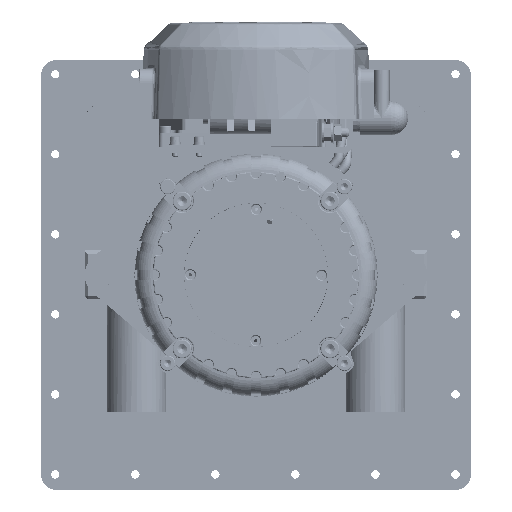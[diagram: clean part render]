
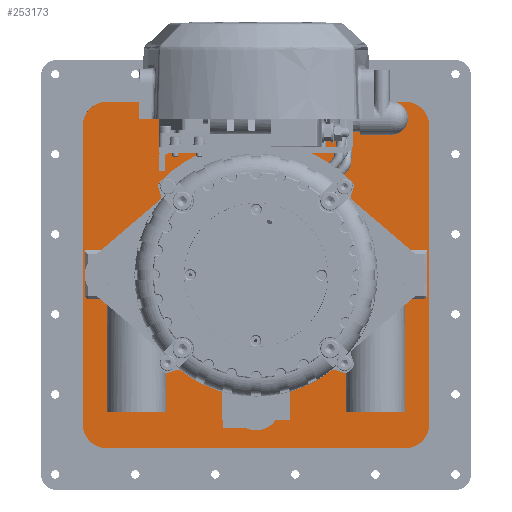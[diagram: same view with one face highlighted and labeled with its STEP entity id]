
A CAD part, left-side view. The second image highlights one B-rep face of the part: STEP entity #253173.
In plain terms, the highlighted planar face has unit normal (-1, 0, 0).
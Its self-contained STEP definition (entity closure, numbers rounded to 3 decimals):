
#252973=AXIS2_PLACEMENT_3D('Plane Axis2P3D',#252970,#252971,#252972) ;
#252986=AXIS2_PLACEMENT_3D('Circle Axis2P3D',#252984,#252985,$) ;
#253000=AXIS2_PLACEMENT_3D('Circle Axis2P3D',#252998,#252999,$) ;
#253014=AXIS2_PLACEMENT_3D('Circle Axis2P3D',#253012,#253013,$) ;
#253028=AXIS2_PLACEMENT_3D('Circle Axis2P3D',#253026,#253027,$) ;
#253043=AXIS2_PLACEMENT_3D('Circle Axis2P3D',#253041,#253042,$) ;
#253052=AXIS2_PLACEMENT_3D('Circle Axis2P3D',#253050,#253051,$) ;
#253061=AXIS2_PLACEMENT_3D('Circle Axis2P3D',#253059,#253060,$) ;
#253070=AXIS2_PLACEMENT_3D('Circle Axis2P3D',#253068,#253069,$) ;
#253105=AXIS2_PLACEMENT_3D('Circle Axis2P3D',#253103,#253104,$) ;
#253112=AXIS2_PLACEMENT_3D('Circle Axis2P3D',#253110,#253111,$) ;
#253119=AXIS2_PLACEMENT_3D('Circle Axis2P3D',#253117,#253118,$) ;
#253154=AXIS2_PLACEMENT_3D('Circle Axis2P3D',#253152,#253153,$) ;
#252970=CARTESIAN_POINT('Axis2P3D Location',(160.,0.,0.)) ;
#252975=CARTESIAN_POINT('Line Origine',(160.,145.,0.)) ;
#252979=CARTESIAN_POINT('Vertex',(160.,145.,125.)) ;
#252981=CARTESIAN_POINT('Vertex',(160.,145.,-125.)) ;
#252984=CARTESIAN_POINT('Axis2P3D Location',(160.,125.,-125.)) ;
#252988=CARTESIAN_POINT('Vertex',(160.,125.,-145.)) ;
#252991=CARTESIAN_POINT('Line Origine',(160.,0.,-145.)) ;
#252995=CARTESIAN_POINT('Vertex',(160.,-125.,-145.)) ;
#252998=CARTESIAN_POINT('Axis2P3D Location',(160.,-125.,-125.)) ;
#253002=CARTESIAN_POINT('Vertex',(160.,-145.,-125.)) ;
#253005=CARTESIAN_POINT('Line Origine',(160.,-145.,0.)) ;
#253009=CARTESIAN_POINT('Vertex',(160.,-145.,125.)) ;
#253012=CARTESIAN_POINT('Axis2P3D Location',(160.,-125.,125.)) ;
#253016=CARTESIAN_POINT('Vertex',(160.,-125.,145.)) ;
#253019=CARTESIAN_POINT('Line Origine',(160.,0.,145.)) ;
#253023=CARTESIAN_POINT('Vertex',(160.,125.,145.)) ;
#253026=CARTESIAN_POINT('Axis2P3D Location',(160.,125.,125.)) ;
#253041=CARTESIAN_POINT('Axis2P3D Location',(160.,0.,-110.)) ;
#253045=CARTESIAN_POINT('Vertex',(160.,-20.,-110.)) ;
#253047=CARTESIAN_POINT('Vertex',(160.,20.,-110.)) ;
#253050=CARTESIAN_POINT('Axis2P3D Location',(160.,0.,-110.)) ;
#253059=CARTESIAN_POINT('Axis2P3D Location',(160.,0.,0.)) ;
#253063=CARTESIAN_POINT('Vertex',(160.,-65.756,36.071)) ;
#253065=CARTESIAN_POINT('Vertex',(160.,65.756,36.071)) ;
#253068=CARTESIAN_POINT('Axis2P3D Location',(160.,-92.058,50.5)) ;
#253072=CARTESIAN_POINT('Vertex',(160.,-92.058,20.5)) ;
#253075=CARTESIAN_POINT('Line Origine',(160.,-117.529,20.5)) ;
#253079=CARTESIAN_POINT('Vertex',(160.,-143.,20.5)) ;
#253082=CARTESIAN_POINT('Line Origine',(160.,-143.,1.)) ;
#253086=CARTESIAN_POINT('Vertex',(160.,-143.,-18.5)) ;
#253089=CARTESIAN_POINT('Line Origine',(160.,-142.,-19.5)) ;
#253093=CARTESIAN_POINT('Vertex',(160.,-141.,-20.5)) ;
#253096=CARTESIAN_POINT('Line Origine',(160.,-116.529,-20.5)) ;
#253100=CARTESIAN_POINT('Vertex',(160.,-92.058,-20.5)) ;
#253103=CARTESIAN_POINT('Axis2P3D Location',(160.,-92.058,-50.5)) ;
#253107=CARTESIAN_POINT('Vertex',(160.,-65.756,-36.071)) ;
#253110=CARTESIAN_POINT('Axis2P3D Location',(160.,0.,0.)) ;
#253114=CARTESIAN_POINT('Vertex',(160.,65.756,-36.071)) ;
#253117=CARTESIAN_POINT('Axis2P3D Location',(160.,92.058,-50.5)) ;
#253121=CARTESIAN_POINT('Vertex',(160.,92.058,-20.5)) ;
#253124=CARTESIAN_POINT('Line Origine',(160.,116.529,-20.5)) ;
#253128=CARTESIAN_POINT('Vertex',(160.,141.,-20.5)) ;
#253131=CARTESIAN_POINT('Line Origine',(160.,142.,-19.5)) ;
#253135=CARTESIAN_POINT('Vertex',(160.,143.,-18.5)) ;
#253138=CARTESIAN_POINT('Line Origine',(160.,143.,1.)) ;
#253142=CARTESIAN_POINT('Vertex',(160.,143.,20.5)) ;
#253145=CARTESIAN_POINT('Line Origine',(160.,117.529,20.5)) ;
#253149=CARTESIAN_POINT('Vertex',(160.,92.058,20.5)) ;
#253152=CARTESIAN_POINT('Axis2P3D Location',(160.,92.058,50.5)) ;
#252971=DIRECTION('Axis2P3D Direction',(-1.,0.,0.)) ;
#252972=DIRECTION('Axis2P3D XDirection',(0.,1.,0.)) ;
#252976=DIRECTION('Vector Direction',(0.,0.,-1.)) ;
#252985=DIRECTION('Axis2P3D Direction',(-1.,0.,0.)) ;
#252992=DIRECTION('Vector Direction',(0.,1.,0.)) ;
#252999=DIRECTION('Axis2P3D Direction',(-1.,0.,0.)) ;
#253006=DIRECTION('Vector Direction',(0.,0.,1.)) ;
#253013=DIRECTION('Axis2P3D Direction',(-1.,0.,0.)) ;
#253020=DIRECTION('Vector Direction',(0.,-1.,0.)) ;
#253027=DIRECTION('Axis2P3D Direction',(-1.,0.,0.)) ;
#253042=DIRECTION('Axis2P3D Direction',(-1.,0.,0.)) ;
#253051=DIRECTION('Axis2P3D Direction',(-1.,0.,0.)) ;
#253060=DIRECTION('Axis2P3D Direction',(-1.,0.,0.)) ;
#253069=DIRECTION('Axis2P3D Direction',(-1.,0.,0.)) ;
#253076=DIRECTION('Vector Direction',(0.,-1.,0.)) ;
#253083=DIRECTION('Vector Direction',(0.,0.,-1.)) ;
#253090=DIRECTION('Vector Direction',(0.,-0.707,0.707)) ;
#253097=DIRECTION('Vector Direction',(0.,1.,0.)) ;
#253104=DIRECTION('Axis2P3D Direction',(-1.,0.,0.)) ;
#253111=DIRECTION('Axis2P3D Direction',(-1.,0.,0.)) ;
#253118=DIRECTION('Axis2P3D Direction',(-1.,0.,0.)) ;
#253125=DIRECTION('Vector Direction',(0.,1.,0.)) ;
#253132=DIRECTION('Vector Direction',(0.,0.707,0.707)) ;
#253139=DIRECTION('Vector Direction',(0.,0.,1.)) ;
#253146=DIRECTION('Vector Direction',(0.,-1.,0.)) ;
#253153=DIRECTION('Axis2P3D Direction',(-1.,0.,0.)) ;
#252977=VECTOR('Line Direction',#252976,1.) ;
#252993=VECTOR('Line Direction',#252992,1.) ;
#253007=VECTOR('Line Direction',#253006,1.) ;
#253021=VECTOR('Line Direction',#253020,1.) ;
#253077=VECTOR('Line Direction',#253076,1.) ;
#253084=VECTOR('Line Direction',#253083,1.) ;
#253091=VECTOR('Line Direction',#253090,1.) ;
#253098=VECTOR('Line Direction',#253097,1.) ;
#253126=VECTOR('Line Direction',#253125,1.) ;
#253133=VECTOR('Line Direction',#253132,1.) ;
#253140=VECTOR('Line Direction',#253139,1.) ;
#253147=VECTOR('Line Direction',#253146,1.) ;
#253032=ORIENTED_EDGE('',*,*,#252983,.T.) ;
#253033=ORIENTED_EDGE('',*,*,#252990,.F.) ;
#253034=ORIENTED_EDGE('',*,*,#252997,.T.) ;
#253035=ORIENTED_EDGE('',*,*,#253004,.F.) ;
#253036=ORIENTED_EDGE('',*,*,#253011,.T.) ;
#253037=ORIENTED_EDGE('',*,*,#253018,.F.) ;
#253038=ORIENTED_EDGE('',*,*,#253025,.T.) ;
#253039=ORIENTED_EDGE('',*,*,#253030,.F.) ;
#253056=ORIENTED_EDGE('',*,*,#253049,.F.) ;
#253057=ORIENTED_EDGE('',*,*,#253054,.F.) ;
#253158=ORIENTED_EDGE('',*,*,#253067,.F.) ;
#253159=ORIENTED_EDGE('',*,*,#253074,.F.) ;
#253160=ORIENTED_EDGE('',*,*,#253081,.F.) ;
#253161=ORIENTED_EDGE('',*,*,#253088,.T.) ;
#253162=ORIENTED_EDGE('',*,*,#253095,.F.) ;
#253163=ORIENTED_EDGE('',*,*,#253102,.F.) ;
#253164=ORIENTED_EDGE('',*,*,#253109,.F.) ;
#253165=ORIENTED_EDGE('',*,*,#253116,.F.) ;
#253166=ORIENTED_EDGE('',*,*,#253123,.F.) ;
#253167=ORIENTED_EDGE('',*,*,#253130,.F.) ;
#253168=ORIENTED_EDGE('',*,*,#253137,.T.) ;
#253169=ORIENTED_EDGE('',*,*,#253144,.T.) ;
#253170=ORIENTED_EDGE('',*,*,#253151,.F.) ;
#253171=ORIENTED_EDGE('',*,*,#253156,.F.) ;
#253058=FACE_BOUND('',#253055,.T.) ;
#253172=FACE_BOUND('',#253157,.T.) ;
#253173=ADVANCED_FACE('PartBody',(#253040,#253058,#253172),#252974,.T.) ;
#252987=CIRCLE('generated circle',#252986,20.) ;
#253001=CIRCLE('generated circle',#253000,20.) ;
#253015=CIRCLE('generated circle',#253014,20.) ;
#253029=CIRCLE('generated circle',#253028,20.) ;
#253044=CIRCLE('generated circle',#253043,20.) ;
#253053=CIRCLE('generated circle',#253052,20.) ;
#253062=CIRCLE('generated circle',#253061,75.) ;
#253071=CIRCLE('generated circle',#253070,30.) ;
#253106=CIRCLE('generated circle',#253105,30.) ;
#253113=CIRCLE('generated circle',#253112,75.) ;
#253120=CIRCLE('generated circle',#253119,30.) ;
#253155=CIRCLE('generated circle',#253154,30.) ;
#252983=EDGE_CURVE('',#252980,#252982,#252978,.T.) ;
#252990=EDGE_CURVE('',#252989,#252982,#252987,.F.) ;
#252997=EDGE_CURVE('',#252989,#252996,#252994,.F.) ;
#253004=EDGE_CURVE('',#253003,#252996,#253001,.F.) ;
#253011=EDGE_CURVE('',#253003,#253010,#253008,.T.) ;
#253018=EDGE_CURVE('',#253017,#253010,#253015,.F.) ;
#253025=EDGE_CURVE('',#253017,#253024,#253022,.F.) ;
#253030=EDGE_CURVE('',#252980,#253024,#253029,.F.) ;
#253049=EDGE_CURVE('',#253046,#253048,#253044,.T.) ;
#253054=EDGE_CURVE('',#253048,#253046,#253053,.T.) ;
#253067=EDGE_CURVE('',#253064,#253066,#253062,.T.) ;
#253074=EDGE_CURVE('',#253073,#253064,#253071,.F.) ;
#253081=EDGE_CURVE('',#253080,#253073,#253078,.F.) ;
#253088=EDGE_CURVE('',#253080,#253087,#253085,.T.) ;
#253095=EDGE_CURVE('',#253094,#253087,#253092,.T.) ;
#253102=EDGE_CURVE('',#253101,#253094,#253099,.F.) ;
#253109=EDGE_CURVE('',#253108,#253101,#253106,.F.) ;
#253116=EDGE_CURVE('',#253115,#253108,#253113,.T.) ;
#253123=EDGE_CURVE('',#253122,#253115,#253120,.F.) ;
#253130=EDGE_CURVE('',#253129,#253122,#253127,.F.) ;
#253137=EDGE_CURVE('',#253129,#253136,#253134,.T.) ;
#253144=EDGE_CURVE('',#253136,#253143,#253141,.T.) ;
#253151=EDGE_CURVE('',#253150,#253143,#253148,.F.) ;
#253156=EDGE_CURVE('',#253066,#253150,#253155,.F.) ;
#253031=EDGE_LOOP('',(#253032,#253033,#253034,#253035,#253036,#253037,#253038,#253039)) ;
#253055=EDGE_LOOP('',(#253056,#253057)) ;
#253157=EDGE_LOOP('',(#253158,#253159,#253160,#253161,#253162,#253163,#253164,#253165,#253166,#253167,#253168,#253169,#253170,#253171)) ;
#253040=FACE_OUTER_BOUND('',#253031,.T.) ;
#252978=LINE('Line',#252975,#252977) ;
#252994=LINE('Line',#252991,#252993) ;
#253008=LINE('Line',#253005,#253007) ;
#253022=LINE('Line',#253019,#253021) ;
#253078=LINE('Line',#253075,#253077) ;
#253085=LINE('Line',#253082,#253084) ;
#253092=LINE('Line',#253089,#253091) ;
#253099=LINE('Line',#253096,#253098) ;
#253127=LINE('Line',#253124,#253126) ;
#253134=LINE('Line',#253131,#253133) ;
#253141=LINE('Line',#253138,#253140) ;
#253148=LINE('Line',#253145,#253147) ;
#252974=PLANE('',#252973) ;
#252980=VERTEX_POINT('',#252979) ;
#252982=VERTEX_POINT('',#252981) ;
#252989=VERTEX_POINT('',#252988) ;
#252996=VERTEX_POINT('',#252995) ;
#253003=VERTEX_POINT('',#253002) ;
#253010=VERTEX_POINT('',#253009) ;
#253017=VERTEX_POINT('',#253016) ;
#253024=VERTEX_POINT('',#253023) ;
#253046=VERTEX_POINT('',#253045) ;
#253048=VERTEX_POINT('',#253047) ;
#253064=VERTEX_POINT('',#253063) ;
#253066=VERTEX_POINT('',#253065) ;
#253073=VERTEX_POINT('',#253072) ;
#253080=VERTEX_POINT('',#253079) ;
#253087=VERTEX_POINT('',#253086) ;
#253094=VERTEX_POINT('',#253093) ;
#253101=VERTEX_POINT('',#253100) ;
#253108=VERTEX_POINT('',#253107) ;
#253115=VERTEX_POINT('',#253114) ;
#253122=VERTEX_POINT('',#253121) ;
#253129=VERTEX_POINT('',#253128) ;
#253136=VERTEX_POINT('',#253135) ;
#253143=VERTEX_POINT('',#253142) ;
#253150=VERTEX_POINT('',#253149) ;
